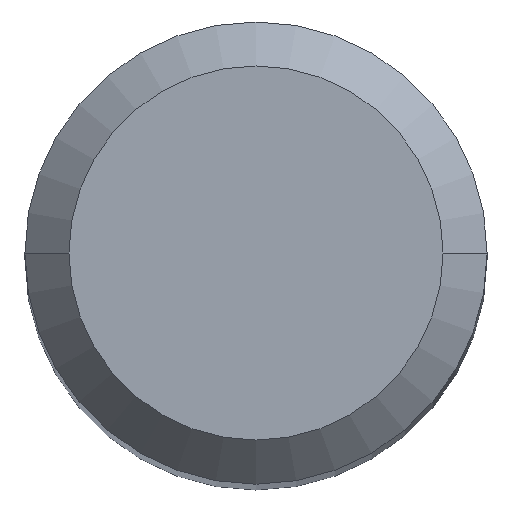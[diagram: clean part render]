
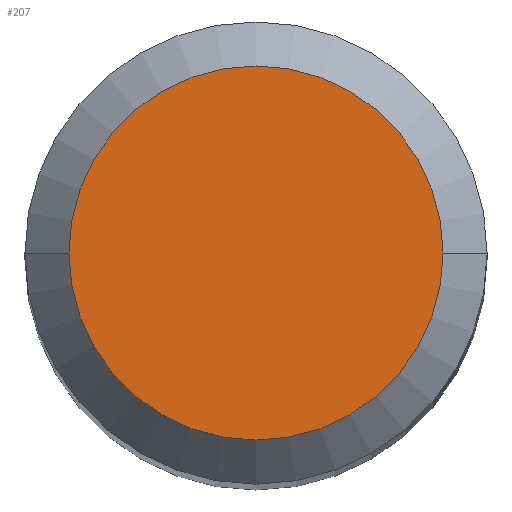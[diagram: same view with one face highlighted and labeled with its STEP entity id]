
A CAD part, top view. The second image highlights one B-rep face of the part: STEP entity #207.
In plain terms, the highlighted planar face has unit normal (0, 0, 1).
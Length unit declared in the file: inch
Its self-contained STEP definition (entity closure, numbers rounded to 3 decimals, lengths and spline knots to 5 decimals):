
#3 = AXIS2_PLACEMENT_3D ( 'NONE', #102, #423, #57 ) ;
#38 = ORIENTED_EDGE ( 'NONE', *, *, #77, .T. ) ;
#40 = EDGE_LOOP ( 'NONE', ( #111, #38 ) ) ;
#50 = DIRECTION ( 'NONE',  ( 0., 0., 1. ) ) ;
#52 = DIRECTION ( 'NONE',  ( 1., 0., 0. ) ) ;
#57 = DIRECTION ( 'NONE',  ( -1., 0., 0. ) ) ;
#58 = CARTESIAN_POINT ( 'NONE',  ( 0., 0., 0. ) ) ;
#77 = EDGE_CURVE ( 'NONE', #168, #346, #227, .T. ) ;
#98 = DIRECTION ( 'NONE',  ( 0., 0., 1. ) ) ;
#102 = CARTESIAN_POINT ( 'NONE',  ( 0., 0.06375, 0. ) ) ;
#111 = ORIENTED_EDGE ( 'NONE', *, *, #149, .T. ) ;
#149 = EDGE_CURVE ( 'NONE', #346, #168, #351, .T. ) ;
#152 = CARTESIAN_POINT ( 'NONE',  ( -0.06375, 0., 0. ) ) ;
#168 = VERTEX_POINT ( 'NONE', #456 ) ;
#173 = PLANE ( 'NONE',  #3 ) ;
#207 = ADVANCED_FACE ( 'NONE', ( #280 ), #173, .F. ) ;
#227 = CIRCLE ( 'NONE', #384, 0.06375 ) ;
#242 = CARTESIAN_POINT ( 'NONE',  ( 0., 0., 0. ) ) ;
#246 = DIRECTION ( 'NONE',  ( 1., 0., 0. ) ) ;
#280 = FACE_OUTER_BOUND ( 'NONE', #40, .T. ) ;
#286 = AXIS2_PLACEMENT_3D ( 'NONE', #58, #98, #246 ) ;
#346 = VERTEX_POINT ( 'NONE', #152 ) ;
#351 = CIRCLE ( 'NONE', #286, 0.06375 ) ;
#384 = AXIS2_PLACEMENT_3D ( 'NONE', #242, #50, #52 ) ;
#423 = DIRECTION ( 'NONE',  ( 0., 0., -1. ) ) ;
#456 = CARTESIAN_POINT ( 'NONE',  ( 0.06375, 0., 0. ) ) ;
